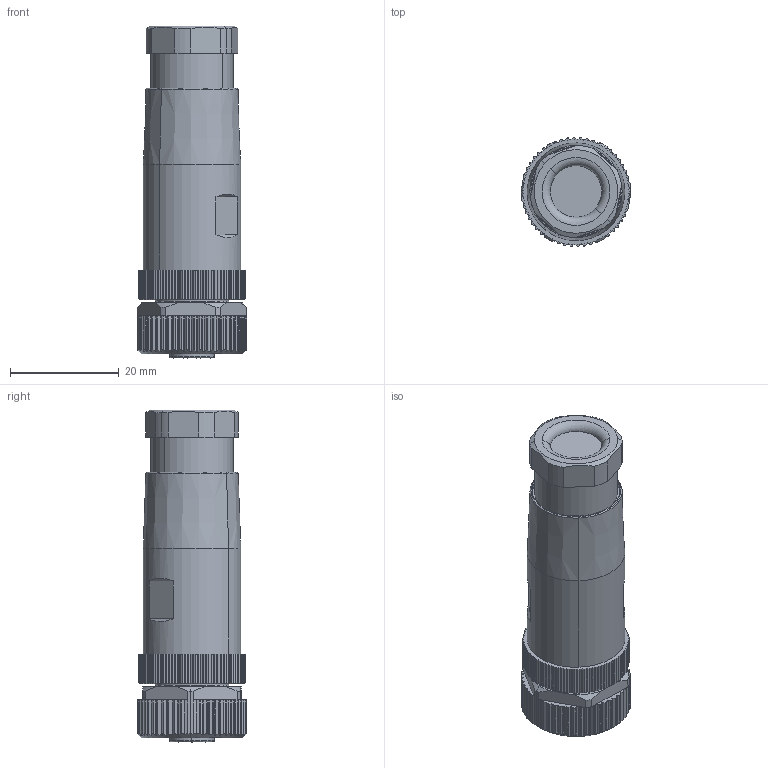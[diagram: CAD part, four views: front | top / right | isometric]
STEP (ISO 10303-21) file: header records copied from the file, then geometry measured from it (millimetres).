
FILE_DESCRIPTION(('CATIA V5 STEP Exchange','CAx-IF Rec.Pracs.--- Model Styling and Organization---1.5--- 2016-08-15','CAx-IF Rec.Pracs.---Supplemental Geometry---1.0---2011-11-01','CAx-IF Rec.Pracs.--- Composite Materials ---1.1---2010-07-15'),'2;1');
FILE_NAME ('025169-3_0', '2025-08-20T09:37:09+00:00', ('none'), ('Weidmueller'), 'CATIA Version 5-6 Release 2024 SP4', 'CATIA V5 STEP AP214 v3', 'none');
FILE_SCHEMA(('AUTOMOTIVE_DESIGN { 1 0 10303 214 1 1 1 1 }'));
Length unit declared in the file: millimetre
Products named in the file (1): 1878490000
Bounding box: 20.2 x 20.19 x 61.2 mm (x, y, z)
Volume: 14552.8 mm3; surface area: 5535.5 mm2
Topology: 1 solids, 1 shells, 775 faces, 2189 edges, 1431 vertices
Faces by surface type: plane 402, cylinder 280, cone 80, torus 10, sphere 3
Entity records: 26635 total; most frequent: CARTESIAN_POINT 7354, ORIENTED_EDGE 4358, DIRECTION 3135, EDGE_CURVE 2179, VERTEX_POINT 1431, AXIS2_PLACEMENT_3D 1282, VECTOR 1080, LINE 1080
